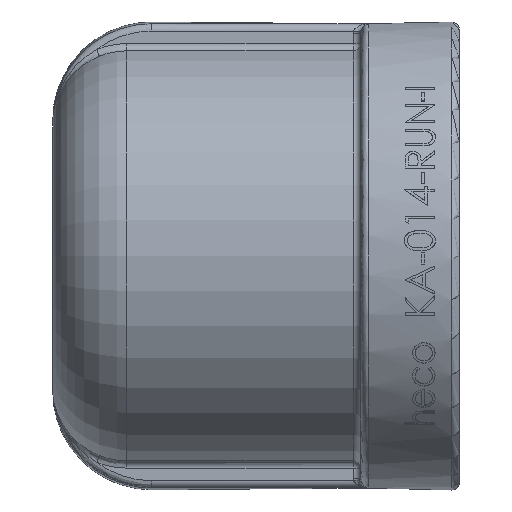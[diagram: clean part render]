
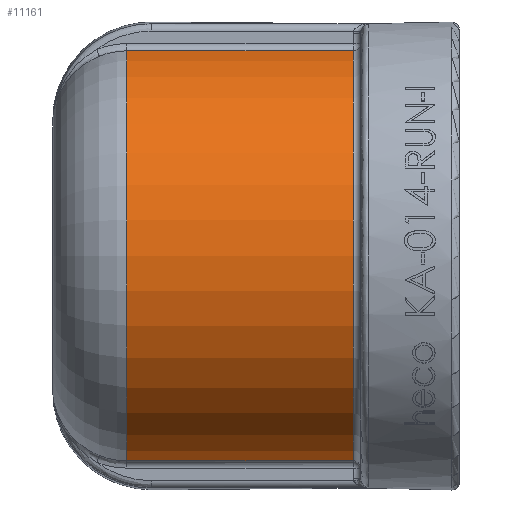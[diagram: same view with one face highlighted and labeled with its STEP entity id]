
A CAD part, top view. The second image highlights one B-rep face of the part: STEP entity #11161.
In plain terms, the highlighted cylindrical face has radius 8.5 mm (diameter 17 mm), a partial arc.
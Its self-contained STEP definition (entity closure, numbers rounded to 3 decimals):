
#243 = AXIS2_PLACEMENT_3D ( 'NONE', #14023, #12621, #10607 ) ;
#972 = CARTESIAN_POINT ( 'NONE',  ( -0.8, 8.32, 1.739 ) ) ;
#1053 = ORIENTED_EDGE ( 'NONE', *, *, #1370, .F. ) ;
#1323 = VERTEX_POINT ( 'NONE', #6956 ) ;
#1364 = LINE ( 'NONE', #5890, #8074 ) ;
#1370 = EDGE_CURVE ( 'NONE', #1323, #9026, #1364, .T. ) ;
#1450 = CARTESIAN_POINT ( 'NONE',  ( -0.8, -8.32, 1.739 ) ) ;
#1557 = CARTESIAN_POINT ( 'NONE',  ( -0.8, 0., 0. ) ) ;
#1706 = DIRECTION ( 'NONE',  ( 1., 0., 0. ) ) ;
#1716 = EDGE_CURVE ( 'NONE', #9026, #10346, #6231, .T. ) ;
#2155 = CARTESIAN_POINT ( 'NONE',  ( -6.75, -8.32, 1.739 ) ) ;
#3117 = EDGE_LOOP ( 'NONE', ( #6890, #5760, #1053, #12492 ) ) ;
#3619 = CYLINDRICAL_SURFACE ( 'NONE', #243, 8.5 ) ;
#4948 = VERTEX_POINT ( 'NONE', #13194 ) ;
#5760 = ORIENTED_EDGE ( 'NONE', *, *, #1716, .F. ) ;
#5890 = CARTESIAN_POINT ( 'NONE',  ( -6.75, 8.32, 1.739 ) ) ;
#6231 = CIRCLE ( 'NONE', #11377, 8.5 ) ;
#6704 = DIRECTION ( 'NONE',  ( -1., 0., 0. ) ) ;
#6890 = ORIENTED_EDGE ( 'NONE', *, *, #11617, .F. ) ;
#6956 = CARTESIAN_POINT ( 'NONE',  ( -10., 8.32, 1.739 ) ) ;
#7074 = AXIS2_PLACEMENT_3D ( 'NONE', #7408, #9686, #8573 ) ;
#7408 = CARTESIAN_POINT ( 'NONE',  ( -10., 0., 0. ) ) ;
#8074 = VECTOR ( 'NONE', #10270, 1000. ) ;
#8098 = LINE ( 'NONE', #2155, #11350 ) ;
#8573 = DIRECTION ( 'NONE',  ( 0., 0., 1. ) ) ;
#9026 = VERTEX_POINT ( 'NONE', #972 ) ;
#9686 = DIRECTION ( 'NONE',  ( -1., 0., 0. ) ) ;
#10270 = DIRECTION ( 'NONE',  ( 1., 0., 0. ) ) ;
#10346 = VERTEX_POINT ( 'NONE', #1450 ) ;
#10602 = DIRECTION ( 'NONE',  ( 0., -1., 0. ) ) ;
#10607 = DIRECTION ( 'NONE',  ( 0., 1., 0. ) ) ;
#10613 = CIRCLE ( 'NONE', #7074, 8.5 ) ;
#11161 = ADVANCED_FACE ( 'NONE', ( #11802 ), #3619, .T. ) ;
#11350 = VECTOR ( 'NONE', #6704, 1000. ) ;
#11377 = AXIS2_PLACEMENT_3D ( 'NONE', #1557, #1706, #10602 ) ;
#11617 = EDGE_CURVE ( 'NONE', #10346, #4948, #8098, .T. ) ;
#11802 = FACE_OUTER_BOUND ( 'NONE', #3117, .T. ) ;
#12088 = EDGE_CURVE ( 'NONE', #4948, #1323, #10613, .T. ) ;
#12492 = ORIENTED_EDGE ( 'NONE', *, *, #12088, .F. ) ;
#12621 = DIRECTION ( 'NONE',  ( 1., 0., 0. ) ) ;
#13194 = CARTESIAN_POINT ( 'NONE',  ( -10., -8.32, 1.739 ) ) ;
#14023 = CARTESIAN_POINT ( 'NONE',  ( -6.75, 0., 0. ) ) ;
